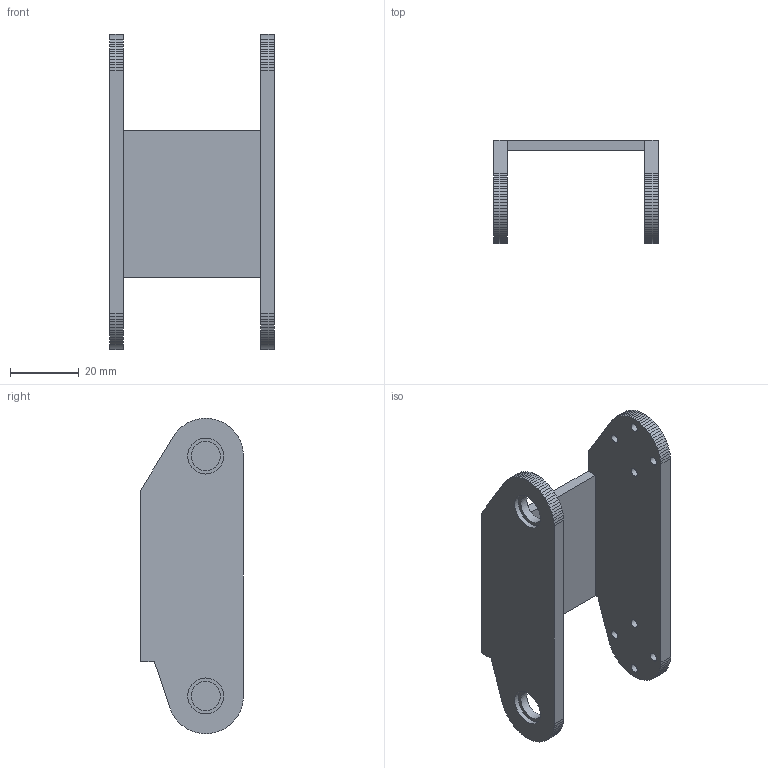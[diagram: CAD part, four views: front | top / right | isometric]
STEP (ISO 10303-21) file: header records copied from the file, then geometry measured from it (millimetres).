
FILE_DESCRIPTION(('FreeCAD Model'),'2;1');
FILE_NAME('pierna1.step', '2015-03-04T18:48:06',('FreeCAD'),('FreeCAD'), 'Open CASCADE STEP processor 6.7','FreeCAD','Unknown');
FILE_SCHEMA(('AUTOMOTIVE_DESIGN_CC2 { 1 2 10303 214 -1 1 5 4 }'));
Length unit declared in the file: millimetre
Products named in the file (1): pierna1
Bounding box: 48 x 29.99 x 92 mm (x, y, z)
Volume: 23629.3 mm3; surface area: 14914.8 mm2
Topology: 1 solids, 1 shells, 166 faces, 486 edges, 324 vertices
Faces by surface type: plane 154, cylinder 12
Full cylindrical faces by diameter (mm): 2.5 x8, 8.5 x2, 10.5 x2
Entity records: 11676 total; most frequent: CARTESIAN_POINT 2156, DIRECTION 1659, LINE 1263, VECTOR 1263, ORIENTED_EDGE 972, PCURVE 972, DEFINITIONAL_REPRESENTATION 972, EDGE_CURVE 486
